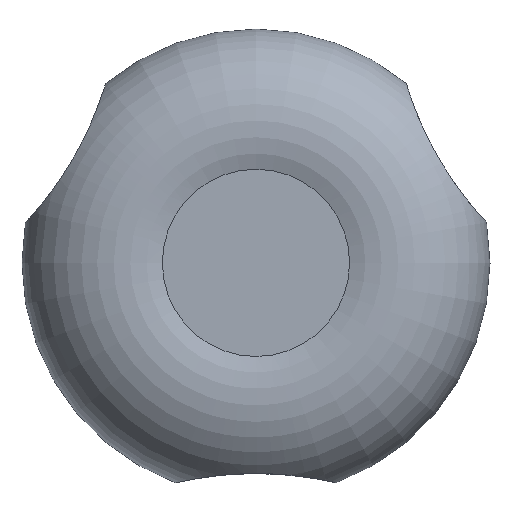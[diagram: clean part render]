
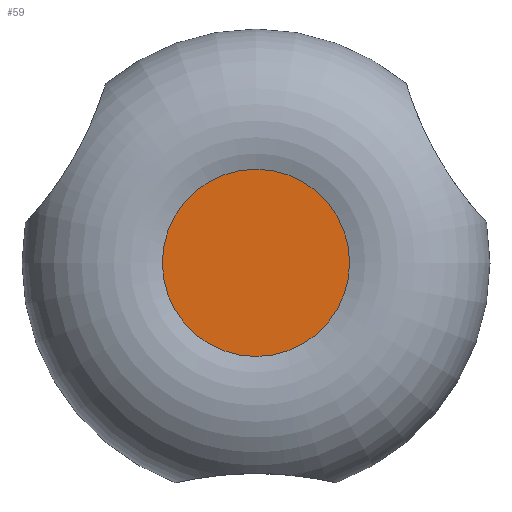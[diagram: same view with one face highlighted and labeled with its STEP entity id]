
A CAD part, top view. The second image highlights one B-rep face of the part: STEP entity #59.
In plain terms, the highlighted planar face has unit normal (0, 0, 1).
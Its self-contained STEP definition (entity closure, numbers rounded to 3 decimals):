
#59 = ADVANCED_FACE( '', ( #126 ), #127, .F. );
#126 = FACE_OUTER_BOUND( '', #192, .T. );
#127 = PLANE( '', #193 );
#192 = EDGE_LOOP( '', ( #272 ) );
#193 = AXIS2_PLACEMENT_3D( '', #273, #274, #275 );
#272 = ORIENTED_EDGE( '', *, *, #310, .T. );
#273 = CARTESIAN_POINT( '', ( 0., 0., 17.672 ) );
#274 = DIRECTION( '', ( 0., 0., -1. ) );
#275 = DIRECTION( '', ( -1., 0., 0. ) );
#310 = EDGE_CURVE( '', #346, #346, #347, .T. );
#346 = VERTEX_POINT( '', #564 );
#347 = CIRCLE( '', #565, 4. );
#564 = CARTESIAN_POINT( '', ( 4., 0., 17.672 ) );
#565 = AXIS2_PLACEMENT_3D( '', #601, #602, #603 );
#601 = CARTESIAN_POINT( '', ( 0., 0., 17.672 ) );
#602 = DIRECTION( '', ( 0., 0., 1. ) );
#603 = DIRECTION( '', ( 1., 0., 0. ) );
